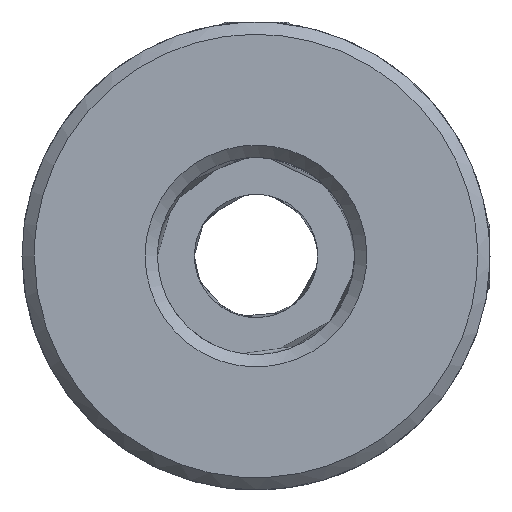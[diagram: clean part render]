
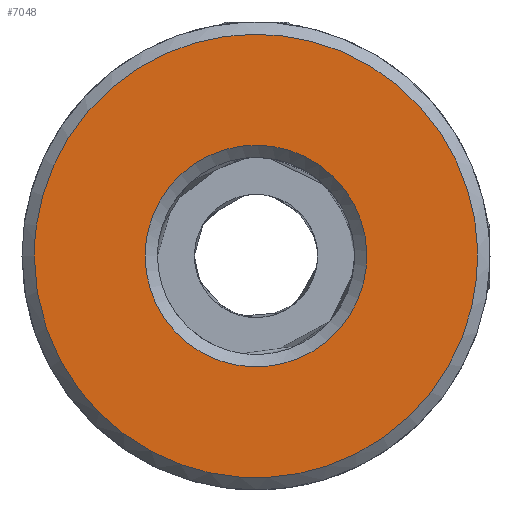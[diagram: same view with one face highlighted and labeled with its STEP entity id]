
A CAD part, front view. The second image highlights one B-rep face of the part: STEP entity #7048.
In plain terms, the highlighted free-form (B-spline) face has degree [1, 1] with [2, 2] control points.
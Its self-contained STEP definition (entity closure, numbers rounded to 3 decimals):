
#6981 = CARTESIAN_POINT ('', (-4.5, 0., 0.));
#6982 = VERTEX_POINT ('', #6981);
#6983 = CARTESIAN_POINT ('', (-4.5, 0., 0.));
#6984 = CARTESIAN_POINT ('', (-4.5, 0., -4.5));
#6985 = CARTESIAN_POINT ('', (0., 0., -4.5));
#6986 = CARTESIAN_POINT ('', (4.5, 0., -4.5));
#6987 = CARTESIAN_POINT ('', (4.5, 0., 0.));
#6988 = CARTESIAN_POINT ('', (4.5, 0., 4.5));
#6989 = CARTESIAN_POINT ('', (0., 0., 4.5));
#6990 = CARTESIAN_POINT ('', (-4.5, 0., 4.5));
#6991 = CARTESIAN_POINT ('', (-4.5, 0., 0.));
#6992 = (
   BOUNDED_CURVE ()
   B_SPLINE_CURVE (2, (#6983, #6984, #6985, #6986, #6987, #6988, #6989, #6990, #6991), .UNSPECIFIED., .T., .U.)
   B_SPLINE_CURVE_WITH_KNOTS ((3, 2, 2, 2, 3), (0., 0.25, 0.5, 0.75, 1.), .UNSPECIFIED.)
   CURVE ()
   GEOMETRIC_REPRESENTATION_ITEM ()
   RATIONAL_B_SPLINE_CURVE ((1., 0.707, 1., 0.707, 1., 0.707, 1., 0.707, 1.))
   REPRESENTATION_ITEM ('')
);
#6993 = EDGE_CURVE ('', #6982, #6982, #6992, .T.);
#7024 = CARTESIAN_POINT ('', (-9., 0., 0.));
#7025 = VERTEX_POINT ('', #7024);
#7026 = CARTESIAN_POINT ('', (-9., 0., 0.));
#7027 = CARTESIAN_POINT ('', (-9., 0., -9.));
#7028 = CARTESIAN_POINT ('', (0., 0., -9.));
#7029 = CARTESIAN_POINT ('', (9., 0., -9.));
#7030 = CARTESIAN_POINT ('', (9., 0., 0.));
#7031 = CARTESIAN_POINT ('', (9., 0., 9.));
#7032 = CARTESIAN_POINT ('', (0., 0., 9.));
#7033 = CARTESIAN_POINT ('', (-9., 0., 9.));
#7034 = CARTESIAN_POINT ('', (-9., 0., 0.));
#7035 = (
   BOUNDED_CURVE ()
   B_SPLINE_CURVE (2, (#7026, #7027, #7028, #7029, #7030, #7031, #7032, #7033, #7034), .UNSPECIFIED., .T., .U.)
   B_SPLINE_CURVE_WITH_KNOTS ((3, 2, 2, 2, 3), (0., 0.25, 0.5, 0.75, 1.), .UNSPECIFIED.)
   CURVE ()
   GEOMETRIC_REPRESENTATION_ITEM ()
   RATIONAL_B_SPLINE_CURVE ((1., 0.707, 1., 0.707, 1., 0.707, 1., 0.707, 1.))
   REPRESENTATION_ITEM ('')
);
#7036 = EDGE_CURVE ('', #7025, #7025, #7035, .T.);
#7037 = ORIENTED_EDGE ('', *, *, #7036, .T.);
#7038 = EDGE_LOOP ('', (#7037));
#7039 = FACE_OUTER_BOUND ('', #7038, .T.);
#7040 = ORIENTED_EDGE ('', *, *, #6993, .F.);
#7041 = EDGE_LOOP ('', (#7040));
#7042 = FACE_BOUND ('', #7041, .T.);
#7043 = CARTESIAN_POINT ('', (-27.873, 0., 27.027));
#7044 = CARTESIAN_POINT ('', (28.554, 0., 27.027));
#7045 = CARTESIAN_POINT ('', (-27.873, 0., -29.4));
#7046 = CARTESIAN_POINT ('', (28.554, 0., -29.4));
#7047 = B_SPLINE_SURFACE_WITH_KNOTS ('', 1, 1, ((#7043, #7044), (#7045, #7046)), .UNSPECIFIED., .F., .F., .U., (2, 2), (2, 2), (0., 1.), (0., 1.), .UNSPECIFIED.);
#7048 = ADVANCED_FACE ('', (#7039, #7042), #7047, .T.);
